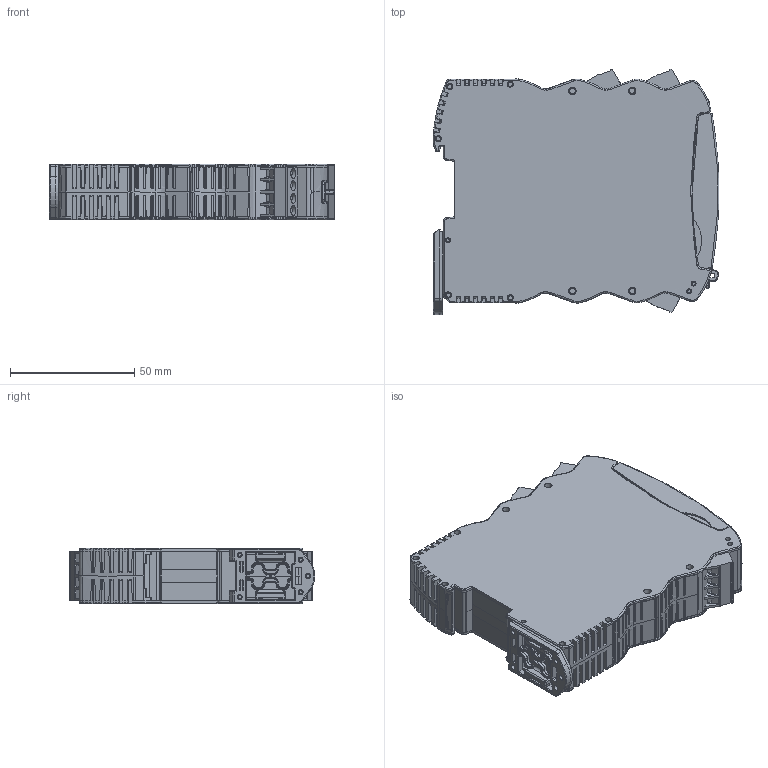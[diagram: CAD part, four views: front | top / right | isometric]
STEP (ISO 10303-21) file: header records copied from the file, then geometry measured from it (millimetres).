
FILE_DESCRIPTION (( 'STEP AP214' ), '1' );
FILE_NAME ('SRB-E-201LC_REV9.STEP', '2024-10-23T13:43:58', ( '' ), ( '' ), 'SwSTEP 2.0', 'SolidWorks 2023', '' );
FILE_SCHEMA (( 'AUTOMOTIVE_DESIGN' ));
Length unit declared in the file: inch
Products named in the file (1): SRB-E-201LC_REV9
Bounding box: 114.89 x 98.88 x 22.5 mm (x, y, z)
Volume: 206497.8 mm3; surface area: 44972.6 mm2
Topology: 3 solids, 3 shells, 3645 faces, 9773 edges, 6092 vertices
Faces by surface type: plane 1767, cylinder 943, bspline 695, cone 224, torus 16
Full cylindrical faces by diameter (mm): 1.7 x1, 3.783 x12, 4 x12
Entity records: 143672 total; most frequent: CARTESIAN_POINT 62340, ORIENTED_EDGE 19232, DIRECTION 13711, EDGE_CURVE 9616, VERTEX_POINT 6059, VECTOR 5105, LINE 5105, AXIS2_PLACEMENT_3D 4303
